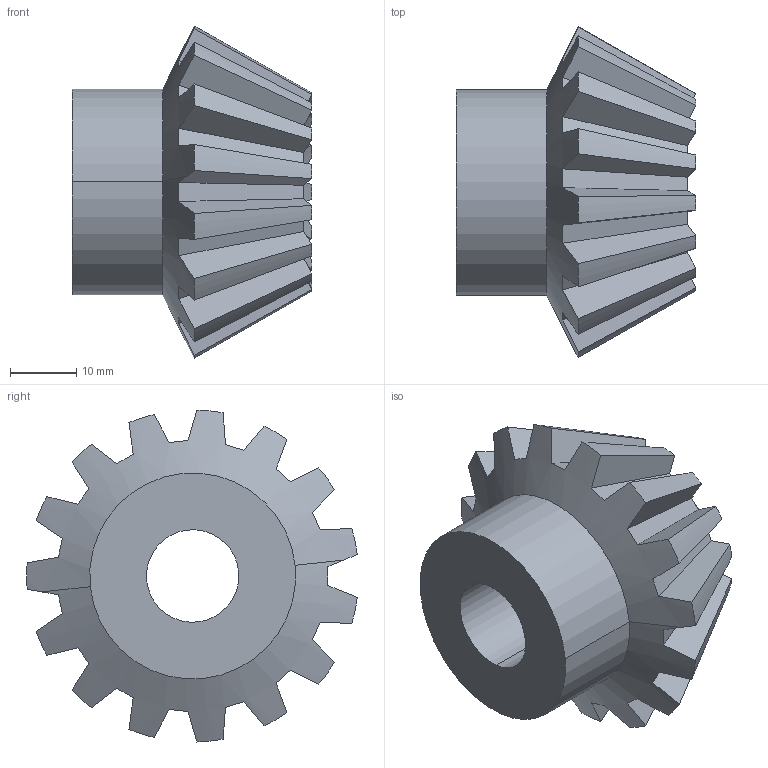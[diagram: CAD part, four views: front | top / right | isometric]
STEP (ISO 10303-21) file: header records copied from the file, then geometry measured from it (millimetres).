
FILE_DESCRIPTION(('STEP AP214'),'1');
FILE_NAME('p_301530-15.stp','2019-08-13T11:24:17',('TraceParts'),('TraceParts S.A.'),'Spatial InterOp 3D',' ',' ');
FILE_SCHEMA(('AUTOMOTIVE_DESIGN { 1 0 10303 214 1 1 1 1 }'));
Length unit declared in the file: millimetre
Products named in the file (1): p_301530-15
Bounding box: 36.3 x 50.08 x 50.28 mm (x, y, z)
Volume: 28839 mm3; surface area: 9208 mm2
Topology: 1 solids, 1 shells, 70 faces, 202 edges, 134 vertices
Faces by surface type: plane 47, cone 19, cylinder 4
Entity records: 2185 total; most frequent: CARTESIAN_POINT 655, ORIENTED_EDGE 404, DIRECTION 260, EDGE_CURVE 202, VERTEX_POINT 134, AXIS2_PLACEMENT_3D 111, EDGE_LOOP 72, ADVANCED_FACE 70
